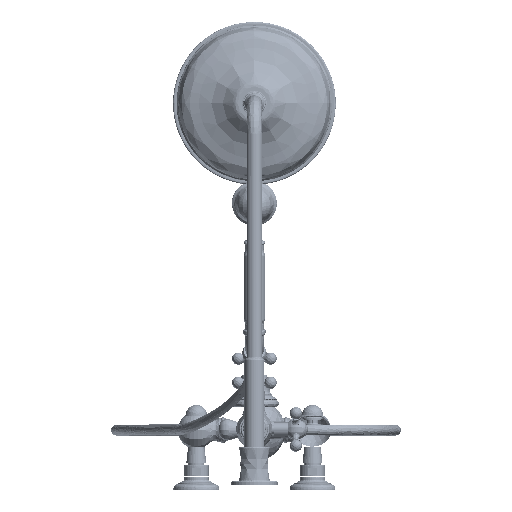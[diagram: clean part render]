
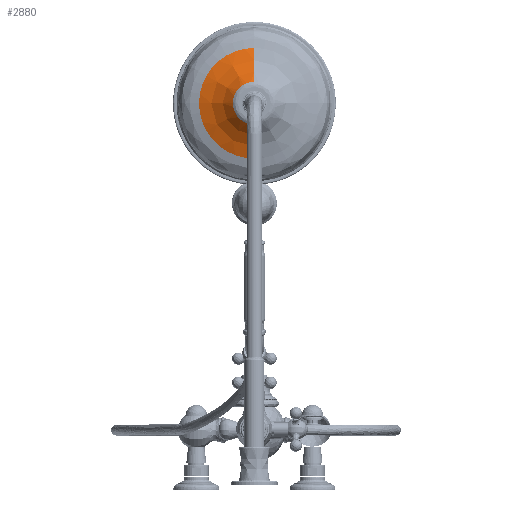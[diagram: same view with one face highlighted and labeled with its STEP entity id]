
A CAD part, top view. The second image highlights one B-rep face of the part: STEP entity #2880.
In plain terms, the highlighted face is a revolution surface.
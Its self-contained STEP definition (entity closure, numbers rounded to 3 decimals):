
#2837=CARTESIAN_POINT('Control Point',(0.,447.795,1232.887)) ;
#2838=CARTESIAN_POINT('Control Point',(0.,456.906,1224.071)) ;
#2839=CARTESIAN_POINT('Control Point',(0.,467.509,1216.795)) ;
#2840=CARTESIAN_POINT('Control Point',(0.,479.202,1211.442)) ;
#2841=CARTESIAN_POINT('Control Point',(0.,491.448,1208.161)) ;
#2842=CARTESIAN_POINT('Axis1P Location',(0.,420.,1304.754)) ;
#2846=CARTESIAN_POINT('Axis2P3D Location',(0.,322.67,1304.754)) ;
#2850=CARTESIAN_POINT('Vertex',(0.,392.205,1232.887)) ;
#2852=CARTESIAN_POINT('Vertex',(0.,348.552,1208.161)) ;
#2855=CARTESIAN_POINT('Axis2P3D Location',(0.,420.,1232.887)) ;
#2859=CARTESIAN_POINT('Vertex',(0.,447.795,1232.887)) ;
#2862=CARTESIAN_POINT('Axis2P3D Location',(0.,517.33,1304.754)) ;
#2866=CARTESIAN_POINT('Vertex',(0.,491.448,1208.161)) ;
#2869=CARTESIAN_POINT('Axis2P3D Location',(0.,420.,1208.161)) ;
#2843=DIRECTION('Axis1P Direction',(0.,0.,1.)) ;
#2847=DIRECTION('Axis2P3D Direction',(-1.,0.,0.)) ;
#2856=DIRECTION('Axis2P3D Direction',(0.,0.,1.)) ;
#2863=DIRECTION('Axis2P3D Direction',(1.,0.,0.)) ;
#2870=DIRECTION('Axis2P3D Direction',(0.,0.,1.)) ;
#2848=AXIS2_PLACEMENT_3D('Circle Axis2P3D',#2846,#2847,$) ;
#2857=AXIS2_PLACEMENT_3D('Circle Axis2P3D',#2855,#2856,$) ;
#2864=AXIS2_PLACEMENT_3D('Circle Axis2P3D',#2862,#2863,$) ;
#2871=AXIS2_PLACEMENT_3D('Circle Axis2P3D',#2869,#2870,$) ;
#2849=CIRCLE('generated circle',#2848,100.) ;
#2858=CIRCLE('generated circle',#2857,27.795) ;
#2865=CIRCLE('generated circle',#2864,100.) ;
#2872=CIRCLE('generated circle',#2871,71.448) ;
#2845=SURFACE_OF_REVOLUTION('Surface of Revolution',#2836,#2844) ;
#2844=AXIS1_PLACEMENT('Revolution Surface Axis1P',#2842,#2843) ;
#2854=EDGE_CURVE('',#2851,#2853,#2849,.T.) ;
#2861=EDGE_CURVE('',#2860,#2851,#2858,.T.) ;
#2868=EDGE_CURVE('',#2867,#2860,#2865,.F.) ;
#2873=EDGE_CURVE('',#2853,#2867,#2872,.F.) ;
#2875=ORIENTED_EDGE('',*,*,#2854,.F.) ;
#2876=ORIENTED_EDGE('',*,*,#2861,.F.) ;
#2877=ORIENTED_EDGE('',*,*,#2868,.F.) ;
#2878=ORIENTED_EDGE('',*,*,#2873,.F.) ;
#2874=EDGE_LOOP('',(#2875,#2876,#2877,#2878)) ;
#2851=VERTEX_POINT('',#2850) ;
#2853=VERTEX_POINT('',#2852) ;
#2860=VERTEX_POINT('',#2859) ;
#2867=VERTEX_POINT('',#2866) ;
#2880=ADVANCED_FACE('PartBody',(#2879),#2845,.F.) ;
#2836=B_SPLINE_CURVE_WITH_KNOTS('',4,(#2837,#2838,#2839,#2840,#2841),.UNSPECIFIED.,.F.,.U.,(5,5),(0.,50.711),.UNSPECIFIED.) ;
#2879=FACE_OUTER_BOUND('',#2874,.T.) ;
